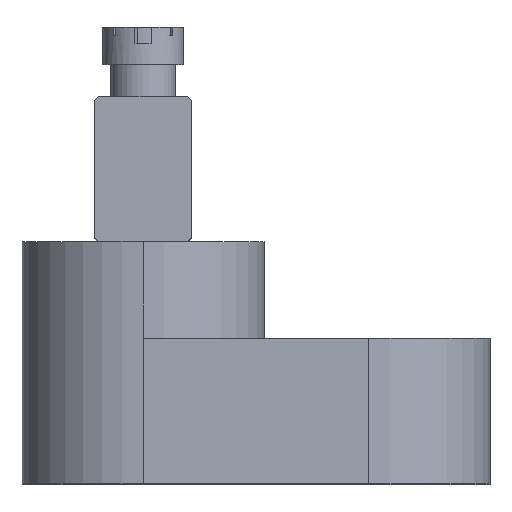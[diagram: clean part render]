
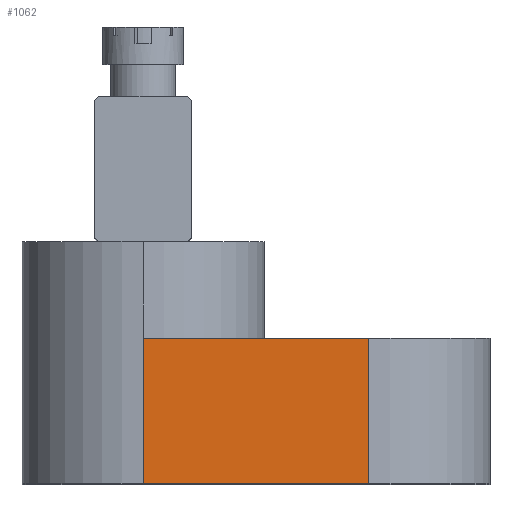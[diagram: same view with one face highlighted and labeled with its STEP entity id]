
A CAD part, top view. The second image highlights one B-rep face of the part: STEP entity #1062.
In plain terms, the highlighted planar face has unit normal (0, 0, 1).
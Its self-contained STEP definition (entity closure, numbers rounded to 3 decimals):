
#139 = ORIENTED_EDGE ( 'NONE', *, *, #3766, .T. ) ;
#238 = VERTEX_POINT ( 'NONE', #3654 ) ;
#318 = ORIENTED_EDGE ( 'NONE', *, *, #3782, .F. ) ;
#323 = ORIENTED_EDGE ( 'NONE', *, *, #460, .T. ) ;
#366 = VECTOR ( 'NONE', #3618, 1000. ) ;
#460 = EDGE_CURVE ( 'NONE', #896, #3812, #1217, .T. ) ;
#505 = VECTOR ( 'NONE', #3457, 1000. ) ;
#693 = DIRECTION ( 'NONE',  ( 0., 1., 0. ) ) ;
#829 = FACE_OUTER_BOUND ( 'NONE', #3321, .T. ) ;
#896 = VERTEX_POINT ( 'NONE', #3669 ) ;
#954 = VECTOR ( 'NONE', #2964, 1000. ) ;
#1062 = ADVANCED_FACE ( 'NONE', ( #829 ), #3079, .F. ) ;
#1068 = LINE ( 'NONE', #1683, #2576 ) ;
#1179 = ORIENTED_EDGE ( 'NONE', *, *, #3916, .F. ) ;
#1217 = LINE ( 'NONE', #3061, #505 ) ;
#1302 = AXIS2_PLACEMENT_3D ( 'NONE', #3358, #3223, #3207 ) ;
#1683 = CARTESIAN_POINT ( 'NONE',  ( 7., -10.607, 7.5 ) ) ;
#1737 = CARTESIAN_POINT ( 'NONE',  ( 7., 0., 7.5 ) ) ;
#1889 = CARTESIAN_POINT ( 'NONE',  ( 7., 9., 7.5 ) ) ;
#2576 = VECTOR ( 'NONE', #693, 1000. ) ;
#2663 = CARTESIAN_POINT ( 'NONE',  ( -14.5, 9., 7.5 ) ) ;
#2964 = DIRECTION ( 'NONE',  ( 1., 0., 0. ) ) ;
#3000 = LINE ( 'NONE', #3336, #366 ) ;
#3061 = CARTESIAN_POINT ( 'NONE',  ( -14.5, 0., 7.5 ) ) ;
#3079 = PLANE ( 'NONE',  #1302 ) ;
#3207 = DIRECTION ( 'NONE',  ( -1., 0., 0. ) ) ;
#3223 = DIRECTION ( 'NONE',  ( 0., 0., -1. ) ) ;
#3321 = EDGE_LOOP ( 'NONE', ( #139, #318, #1179, #323 ) ) ;
#3336 = CARTESIAN_POINT ( 'NONE',  ( -7., -10.607, 7.5 ) ) ;
#3352 = LINE ( 'NONE', #2663, #954 ) ;
#3358 = CARTESIAN_POINT ( 'NONE',  ( -14.5, 9., 7.5 ) ) ;
#3457 = DIRECTION ( 'NONE',  ( 1., 0., 0. ) ) ;
#3498 = VERTEX_POINT ( 'NONE', #1889 ) ;
#3618 = DIRECTION ( 'NONE',  ( 0., 1., 0. ) ) ;
#3654 = CARTESIAN_POINT ( 'NONE',  ( -7., 9., 7.5 ) ) ;
#3669 = CARTESIAN_POINT ( 'NONE',  ( -7., 0., 7.5 ) ) ;
#3766 = EDGE_CURVE ( 'NONE', #3812, #3498, #1068, .T. ) ;
#3782 = EDGE_CURVE ( 'NONE', #238, #3498, #3352, .T. ) ;
#3812 = VERTEX_POINT ( 'NONE', #1737 ) ;
#3916 = EDGE_CURVE ( 'NONE', #896, #238, #3000, .T. ) ;
